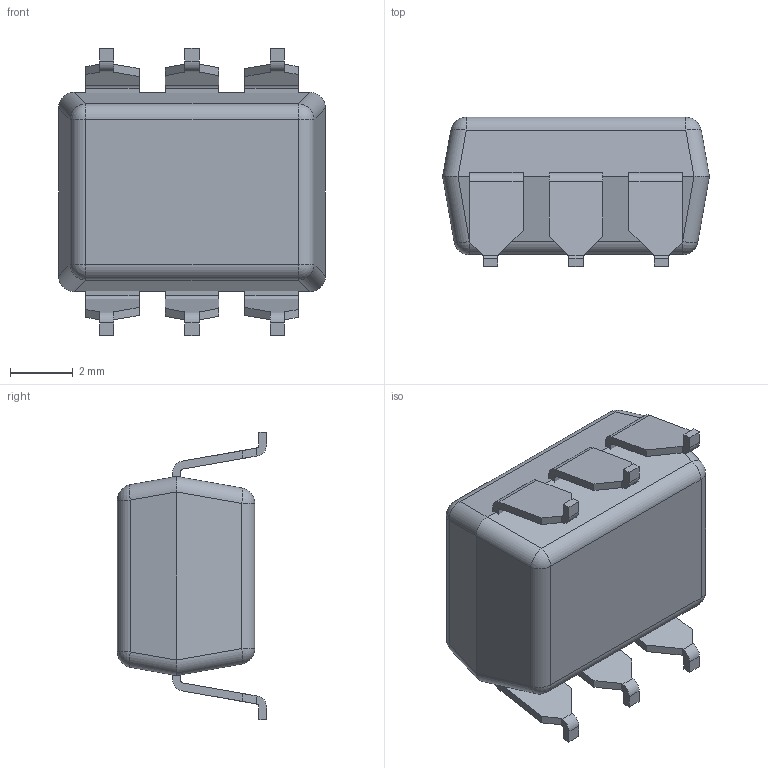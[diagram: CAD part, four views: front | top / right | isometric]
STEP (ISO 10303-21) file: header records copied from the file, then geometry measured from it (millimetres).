
FILE_DESCRIPTION (( 'STEP AP214' ), '1' );
FILE_NAME ('DIP-6_SMD.step', '2018-11-03T15:16:22+00:00', 'Stefan Hamminga', '', '', '', '');
FILE_SCHEMA (( 'AUTOMOTIVE_DESIGN' ));
Length unit declared in the file: millimetre
Products named in the file (1): DIP-6_SMD
Bounding box: 8.51 x 4.76 x 9.16 mm (x, y, z)
Volume: 224.6 mm3; surface area: 344 mm2
Topology: 4 solids, 4 shells, 126 faces, 316 edges, 191 vertices
Faces by surface type: plane 76, cylinder 40, sphere 10
Entity records: 5091 total; most frequent: CARTESIAN_POINT 638, DIRECTION 634, ORIENTED_EDGE 616, EDGE_CURVE 308, VECTOR 228, LINE 228, AXIS2_PLACEMENT_3D 203, VERTEX_POINT 191
